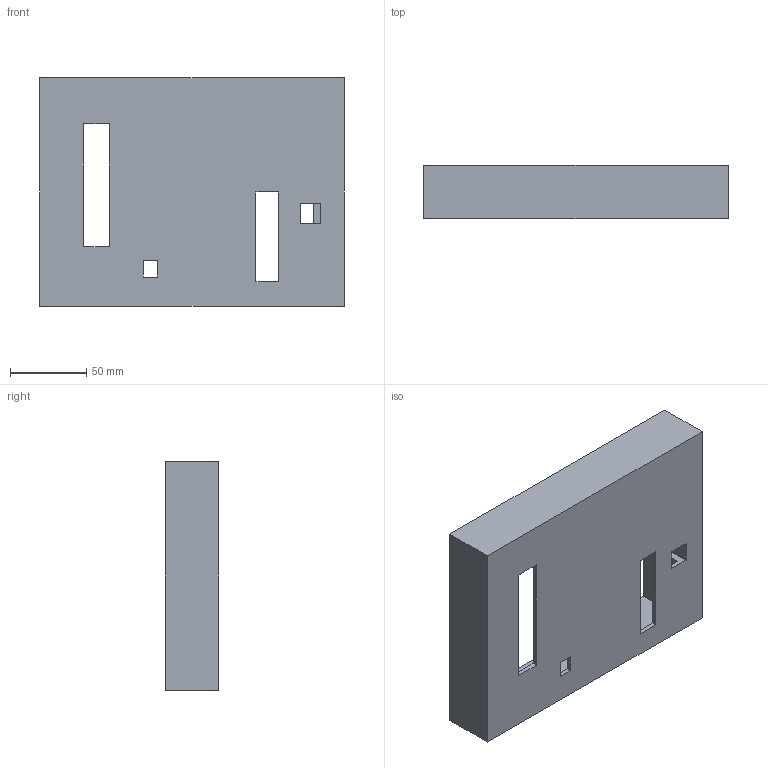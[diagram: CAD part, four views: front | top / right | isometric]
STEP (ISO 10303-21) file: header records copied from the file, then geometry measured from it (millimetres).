
FILE_DESCRIPTION (( 'STEP AP203' ), '1' );
FILE_NAME ('labProject_micro_top.STEP', '2021-05-21T16:05:06', ( '' ), ( '' ), 'SwSTEP 2.0', 'SolidWorks 2020', '' );
FILE_SCHEMA (( 'CONFIG_CONTROL_DESIGN' ));
Length unit declared in the file: millimetre
Products named in the file (1): labProject_micro_top
Bounding box: 200 x 35 x 150 mm (x, y, z)
Volume: 374833.8 mm3; surface area: 100054 mm2
Topology: 1 solids, 1 shells, 52 faces, 134 edges, 80 vertices
Faces by surface type: plane 28, cone 16, cylinder 8
Entity records: 1591 total; most frequent: CARTESIAN_POINT 259, DIRECTION 256, ORIENTED_EDGE 252, EDGE_CURVE 126, LINE 102, VECTOR 102, VERTEX_POINT 80, AXIS2_PLACEMENT_3D 77
